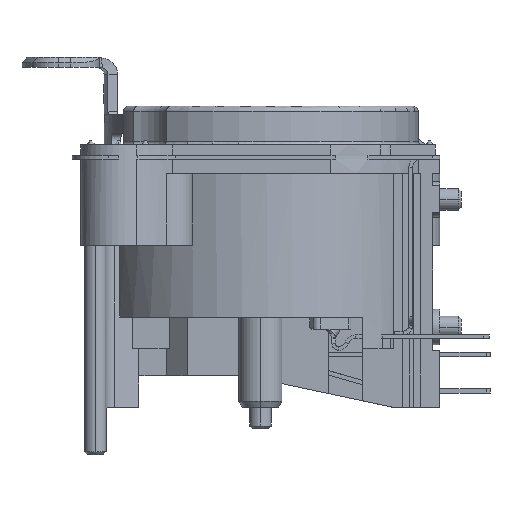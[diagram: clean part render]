
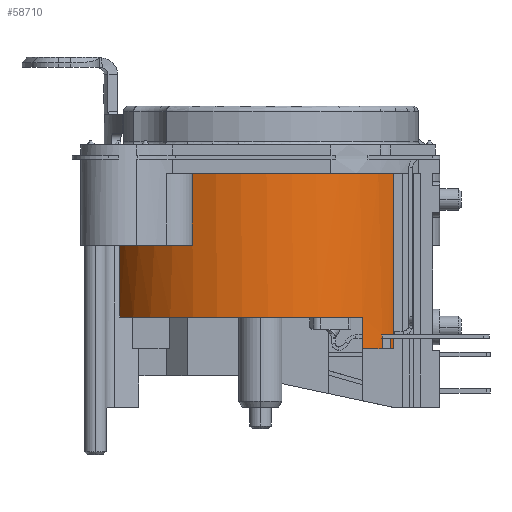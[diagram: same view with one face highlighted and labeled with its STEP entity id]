
A CAD part, left-side view. The second image highlights one B-rep face of the part: STEP entity #58710.
In plain terms, the highlighted cylindrical face has radius 11 mm (diameter 22 mm), a partial arc.
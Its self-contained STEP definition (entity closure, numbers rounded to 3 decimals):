
#3159=CARTESIAN_POINT('',(0.,0.,-14.7));
#3160=DIRECTION('',(0.,0.,-1.));
#3161=DIRECTION('',(-0.764,-0.645,0.));
#3162=AXIS2_PLACEMENT_3D('',#3159,#3160,#3161);
#8432=CARTESIAN_POINT('',(0.,0.,-9.7));
#8433=DIRECTION('',(0.,0.,-1.));
#8434=DIRECTION('',(-0.903,0.43,0.));
#8435=AXIS2_PLACEMENT_3D('',#8432,#8433,#8434);
#14095=DIRECTION('',(0.,0.,1.));
#14096=VECTOR('',#14095,12.2);
#14097=CARTESIAN_POINT('',(-5.9,-9.284,-16.9));
#14098=LINE('',#14097,#14096);
#20077=DIRECTION('',(0.,0.,1.));
#20078=VECTOR('',#20077,10.);
#20079=CARTESIAN_POINT('',(-5.011,9.792,-14.7));
#20080=LINE('',#20079,#20078);
#20081=DIRECTION('',(0.,0.,-1.));
#20082=VECTOR('',#20081,5.);
#20083=CARTESIAN_POINT('',(-9.933,4.727,-4.7));
#20084=LINE('',#20083,#20082);
#20085=DIRECTION('',(0.,0.,-1.));
#20086=VECTOR('',#20085,0.25);
#20087=CARTESIAN_POINT('',(-6.2,-9.086,-15.95));
#20088=LINE('',#20087,#20086);
#20089=DIRECTION('',(0.,0.,-1.));
#20090=VECTOR('',#20089,0.25);
#20091=CARTESIAN_POINT('',(-7.,-8.485,-15.95));
#20092=LINE('',#20091,#20090);
#20200=CARTESIAN_POINT('',(0.,0.,-4.7));
#20201=DIRECTION('',(0.,0.,1.));
#20202=DIRECTION('',(-0.456,0.89,0.));
#20203=AXIS2_PLACEMENT_3D('',#20200,#20201,#20202);
#20246=CARTESIAN_POINT('',(0.,0.,-4.7));
#20247=DIRECTION('',(0.,0.,-1.));
#20248=DIRECTION('',(-0.536,-0.844,0.));
#20249=AXIS2_PLACEMENT_3D('',#20246,#20247,#20248);
#21306=DIRECTION('',(0.,0.,1.));
#21307=VECTOR('',#21306,5.);
#21308=CARTESIAN_POINT('',(-5.656,9.435,-9.7));
#21309=LINE('',#21308,#21307);
#21382=DIRECTION('',(0.,0.,-1.));
#21383=VECTOR('',#21382,0.05);
#21384=CARTESIAN_POINT('',(-7.,-8.485,-15.9));
#21385=LINE('',#21384,#21383);
#21410=DIRECTION('',(0.,0.,-1.));
#21411=VECTOR('',#21410,0.7);
#21412=CARTESIAN_POINT('',(-7.,-8.485,-16.2));
#21413=LINE('',#21412,#21411);
#21450=CARTESIAN_POINT('',(0.,0.,-15.9));
#21451=DIRECTION('',(0.,0.,-1.));
#21452=DIRECTION('',(-0.564,-0.826,0.));
#21453=AXIS2_PLACEMENT_3D('',#21450,#21451,#21452);
#21467=DIRECTION('',(0.,0.,-1.));
#21468=VECTOR('',#21467,0.05);
#21469=CARTESIAN_POINT('',(-6.2,-9.086,-15.9));
#21470=LINE('',#21469,#21468);
#21487=DIRECTION('',(0.,0.,-1.));
#21488=VECTOR('',#21487,0.7);
#21489=CARTESIAN_POINT('',(-6.2,-9.086,-16.2));
#21490=LINE('',#21489,#21488);
#21543=CARTESIAN_POINT('',(0.,0.,-16.9));
#21544=DIRECTION('',(0.,0.,-1.));
#21545=DIRECTION('',(-0.536,-0.844,0.));
#21546=AXIS2_PLACEMENT_3D('',#21543,#21544,#21545);
#21584=DIRECTION('',(0.,0.,-1.));
#21585=VECTOR('',#21584,2.2);
#21586=CARTESIAN_POINT('',(-8.402,-7.1,-14.7));
#21587=LINE('',#21586,#21585);
#21616=CARTESIAN_POINT('',(0.,0.,-16.9));
#21617=DIRECTION('',(0.,0.,-1.));
#21618=DIRECTION('',(-0.636,-0.771,0.));
#21619=AXIS2_PLACEMENT_3D('',#21616,#21617,#21618);
#23848=CARTESIAN_POINT('',(-9.933,4.727,-4.7));
#23850=VERTEX_POINT('',#23848);
#23862=CARTESIAN_POINT('',(-9.933,4.727,-9.7));
#23863=VERTEX_POINT('',#23862);
#23866=CARTESIAN_POINT('',(-5.9,-9.284,-4.7));
#23867=VERTEX_POINT('',#23866);
#23964=CARTESIAN_POINT('',(-5.011,9.792,-4.7));
#23965=CARTESIAN_POINT('',(-5.656,9.435,-4.7));
#23966=VERTEX_POINT('',#23964);
#23967=VERTEX_POINT('',#23965);
#23968=CARTESIAN_POINT('',(-5.656,9.435,-9.7));
#23970=VERTEX_POINT('',#23968);
#24036=CARTESIAN_POINT('',(-5.011,9.792,-14.7));
#24037=VERTEX_POINT('',#24036);
#24042=CARTESIAN_POINT('',(-8.402,-7.1,-14.7));
#24043=VERTEX_POINT('',#24042);
#24951=CARTESIAN_POINT('',(-7.,-8.485,-16.9));
#24952=CARTESIAN_POINT('',(-8.402,-7.1,-16.9));
#24953=VERTEX_POINT('',#24951);
#24954=VERTEX_POINT('',#24952);
#24957=CARTESIAN_POINT('',(-5.9,-9.284,-16.9));
#24958=VERTEX_POINT('',#24957);
#24959=CARTESIAN_POINT('',(-6.2,-9.086,-15.9));
#24960=CARTESIAN_POINT('',(-7.,-8.485,-15.9));
#24961=VERTEX_POINT('',#24959);
#24962=VERTEX_POINT('',#24960);
#24967=CARTESIAN_POINT('',(-6.2,-9.086,-16.9));
#24968=VERTEX_POINT('',#24967);
#27845=CARTESIAN_POINT('',(-7.,-8.485,-15.95));
#27846=CARTESIAN_POINT('',(-7.,-8.485,-16.2));
#27847=VERTEX_POINT('',#27845);
#27848=VERTEX_POINT('',#27846);
#27849=CARTESIAN_POINT('',(-6.2,-9.086,-15.95));
#27850=CARTESIAN_POINT('',(-6.2,-9.086,-16.2));
#27851=VERTEX_POINT('',#27849);
#27852=VERTEX_POINT('',#27850);
#58672=CARTESIAN_POINT('',(0.,0.,-13.5));
#58673=DIRECTION('',(0.,0.,-1.));
#58674=DIRECTION('',(-1.,0.,0.));
#58675=AXIS2_PLACEMENT_3D('',#58672,#58673,#58674);
#58676=CYLINDRICAL_SURFACE('',#58675,11.);
#58678=ORIENTED_EDGE('',*,*,#58677,.T.);
#58680=ORIENTED_EDGE('',*,*,#58679,.T.);
#58682=ORIENTED_EDGE('',*,*,#58681,.F.);
#58683=ORIENTED_EDGE('',*,*,#33980,.T.);
#58684=ORIENTED_EDGE('',*,*,#48914,.T.);
#58686=ORIENTED_EDGE('',*,*,#58685,.T.);
#58688=ORIENTED_EDGE('',*,*,#58687,.F.);
#58689=ORIENTED_EDGE('',*,*,#41520,.F.);
#58691=ORIENTED_EDGE('',*,*,#58690,.F.);
#58693=ORIENTED_EDGE('',*,*,#58692,.F.);
#58694=ORIENTED_EDGE('',*,*,#50125,.F.);
#58696=ORIENTED_EDGE('',*,*,#58695,.T.);
#58698=ORIENTED_EDGE('',*,*,#58697,.F.);
#58699=ORIENTED_EDGE('',*,*,#38405,.F.);
#58701=ORIENTED_EDGE('',*,*,#58700,.F.);
#58703=ORIENTED_EDGE('',*,*,#58702,.T.);
#58705=ORIENTED_EDGE('',*,*,#58704,.T.);
#58707=ORIENTED_EDGE('',*,*,#58706,.T.);
#58708=EDGE_LOOP('',(#58678,#58680,#58682,#58683,#58684,#58686,#58688,#58689,
#58691,#58693,#58694,#58696,#58698,#58699,#58701,#58703,#58705,#58707));
#58709=FACE_OUTER_BOUND('',#58708,.F.);
#58710=ADVANCED_FACE('',(#58709),#58676,.T.);
#3163=CIRCLE('',#3162,11.);
#8436=CIRCLE('',#8435,11.);
#20204=CIRCLE('',#20203,11.);
#20250=CIRCLE('',#20249,11.);
#21454=CIRCLE('',#21453,11.);
#21547=CIRCLE('',#21546,11.);
#21620=CIRCLE('',#21619,11.);
#33980=EDGE_CURVE('',#24043,#24037,#3163,.T.);
#38405=EDGE_CURVE('',#27851,#27852,#20088,.T.);
#41520=EDGE_CURVE('',#23863,#23970,#8436,.T.);
#48914=EDGE_CURVE('',#24037,#23966,#20080,.T.);
#50125=EDGE_CURVE('',#24958,#23867,#14098,.T.);
#58677=EDGE_CURVE('',#27848,#24953,#21413,.T.);
#58679=EDGE_CURVE('',#24953,#24954,#21620,.T.);
#58681=EDGE_CURVE('',#24043,#24954,#21587,.T.);
#58685=EDGE_CURVE('',#23966,#23967,#20204,.T.);
#58687=EDGE_CURVE('',#23970,#23967,#21309,.T.);
#58690=EDGE_CURVE('',#23850,#23863,#20084,.T.);
#58692=EDGE_CURVE('',#23867,#23850,#20250,.T.);
#58695=EDGE_CURVE('',#24958,#24968,#21547,.T.);
#58697=EDGE_CURVE('',#27852,#24968,#21490,.T.);
#58700=EDGE_CURVE('',#24961,#27851,#21470,.T.);
#58702=EDGE_CURVE('',#24961,#24962,#21454,.T.);
#58704=EDGE_CURVE('',#24962,#27847,#21385,.T.);
#58706=EDGE_CURVE('',#27847,#27848,#20092,.T.);
